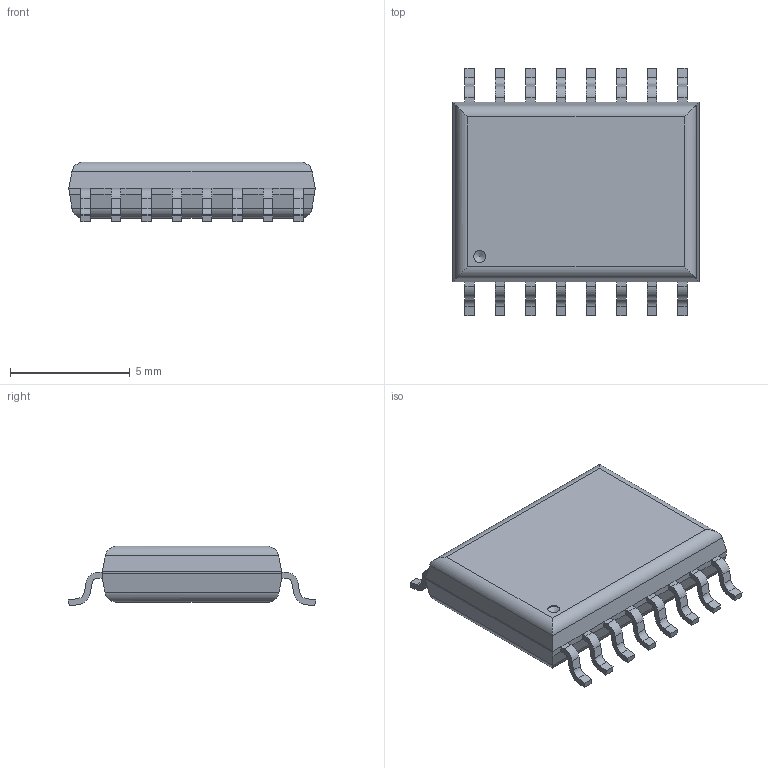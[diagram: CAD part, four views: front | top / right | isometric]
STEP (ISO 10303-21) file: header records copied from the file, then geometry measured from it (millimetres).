
FILE_DESCRIPTION(('FreeCAD Model'),'2;1');
FILE_NAME('Open CASCADE Shape Model','2023-03-29T18:30:43',(''),(''), 'Open CASCADE STEP processor 7.6','FreeCAD','Unknown');
FILE_SCHEMA(('AUTOMOTIVE_DESIGN { 1 0 10303 214 1 1 1 1 }'));
Length unit declared in the file: millimetre
Products named in the file (1): 001125_A_1
Bounding box: 10.29 x 10.33 x 2.5 mm (x, y, z)
Volume: 174.8 mm3; surface area: 257.8 mm2
Topology: 1 solids, 1 shells, 248 faces, 670 edges, 424 vertices
Faces by surface type: plane 172, cylinder 75, cone 1
Full cylindrical faces by diameter (mm): 0.5 x1
Entity records: 18695 total; most frequent: CARTESIAN_POINT 3512, DIRECTION 2557, LINE 1689, VECTOR 1689, ORIENTED_EDGE 1338, PCURVE 1338, DEFINITIONAL_REPRESENTATION 1338, EDGE_CURVE 669
